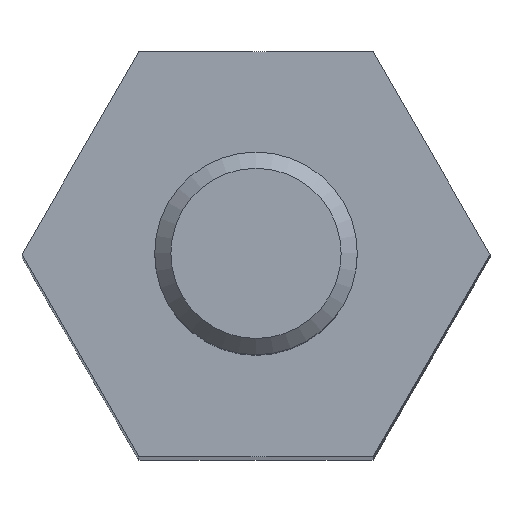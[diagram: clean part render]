
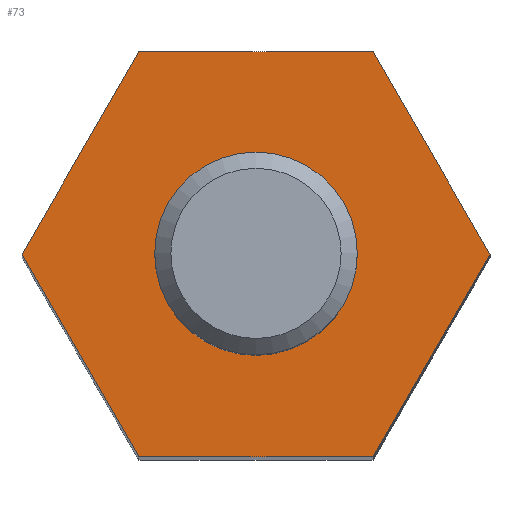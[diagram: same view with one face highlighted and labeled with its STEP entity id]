
A CAD part, top view. The second image highlights one B-rep face of the part: STEP entity #73.
In plain terms, the highlighted planar face has unit normal (0, 0, 1).
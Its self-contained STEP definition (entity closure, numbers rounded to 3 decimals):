
#73 = ADVANCED_FACE( '', ( #158, #159 ), #160, .T. );
#158 = FACE_BOUND( '', #252, .T. );
#159 = FACE_OUTER_BOUND( '', #253, .T. );
#160 = PLANE( '', #254 );
#252 = EDGE_LOOP( '', ( #380 ) );
#253 = EDGE_LOOP( '', ( #381, #382, #383, #384, #385, #386 ) );
#254 = AXIS2_PLACEMENT_3D( '', #387, #388, #389 );
#380 = ORIENTED_EDGE( '', *, *, #517, .T. );
#381 = ORIENTED_EDGE( '', *, *, #522, .T. );
#382 = ORIENTED_EDGE( '', *, *, #512, .T. );
#383 = ORIENTED_EDGE( '', *, *, #495, .T. );
#384 = ORIENTED_EDGE( '', *, *, #523, .T. );
#385 = ORIENTED_EDGE( '', *, *, #483, .T. );
#386 = ORIENTED_EDGE( '', *, *, #524, .T. );
#387 = CARTESIAN_POINT( '', ( 0., 0., 25. ) );
#388 = DIRECTION( '', ( 0., 0., 1. ) );
#389 = DIRECTION( '', ( 1., 0., 0. ) );
#483 = EDGE_CURVE( '', #553, #551, #554, .T. );
#495 = EDGE_CURVE( '', #574, #572, #575, .T. );
#512 = EDGE_CURVE( '', #600, #574, #601, .T. );
#517 = EDGE_CURVE( '', #607, #607, #608, .F. );
#522 = EDGE_CURVE( '', #615, #600, #616, .T. );
#523 = EDGE_CURVE( '', #572, #553, #617, .T. );
#524 = EDGE_CURVE( '', #551, #615, #618, .T. );
#551 = VERTEX_POINT( '', #653 );
#553 = VERTEX_POINT( '', #656 );
#554 = LINE( '', #657, #658 );
#572 = VERTEX_POINT( '', #689 );
#574 = VERTEX_POINT( '', #692 );
#575 = LINE( '', #693, #694 );
#600 = VERTEX_POINT( '', #749 );
#601 = LINE( '', #750, #751 );
#607 = VERTEX_POINT( '', #758 );
#608 = CIRCLE( '', #759, 1.104 );
#615 = VERTEX_POINT( '', #766 );
#616 = LINE( '', #767, #768 );
#617 = LINE( '', #769, #770 );
#618 = LINE( '', #771, #772 );
#653 = CARTESIAN_POINT( '', ( 2.887, 0., 25. ) );
#656 = CARTESIAN_POINT( '', ( 1.443, -2.5, 25. ) );
#657 = CARTESIAN_POINT( '', ( 1.443, -2.5, 25. ) );
#658 = VECTOR( '', #822, 1000. );
#689 = CARTESIAN_POINT( '', ( -1.443, -2.5, 25. ) );
#692 = CARTESIAN_POINT( '', ( -2.887, 0., 25. ) );
#693 = CARTESIAN_POINT( '', ( -2.887, 0., 25. ) );
#694 = VECTOR( '', #837, 1000. );
#749 = CARTESIAN_POINT( '', ( -1.443, 2.5, 25. ) );
#750 = CARTESIAN_POINT( '', ( -1.443, 2.5, 25. ) );
#751 = VECTOR( '', #854, 1000. );
#758 = CARTESIAN_POINT( '', ( 1.104, 0., 25. ) );
#759 = AXIS2_PLACEMENT_3D( '', #859, #860, #861 );
#766 = CARTESIAN_POINT( '', ( 1.443, 2.5, 25. ) );
#767 = CARTESIAN_POINT( '', ( 1.443, 2.5, 25. ) );
#768 = VECTOR( '', #868, 1000. );
#769 = CARTESIAN_POINT( '', ( -1.443, -2.5, 25. ) );
#770 = VECTOR( '', #869, 1000. );
#771 = CARTESIAN_POINT( '', ( 2.887, 0., 25. ) );
#772 = VECTOR( '', #870, 1000. );
#822 = DIRECTION( '', ( 0.5, 0.866, 0. ) );
#837 = DIRECTION( '', ( 0.5, -0.866, 0. ) );
#854 = DIRECTION( '', ( -0.5, -0.866, 0. ) );
#859 = CARTESIAN_POINT( '', ( 0., 0., 25. ) );
#860 = DIRECTION( '', ( 0., 0., 1. ) );
#861 = DIRECTION( '', ( 1., 0., 0. ) );
#868 = DIRECTION( '', ( -1., 0., 0. ) );
#869 = DIRECTION( '', ( 1., 0., 0. ) );
#870 = DIRECTION( '', ( -0.5, 0.866, 0. ) );
